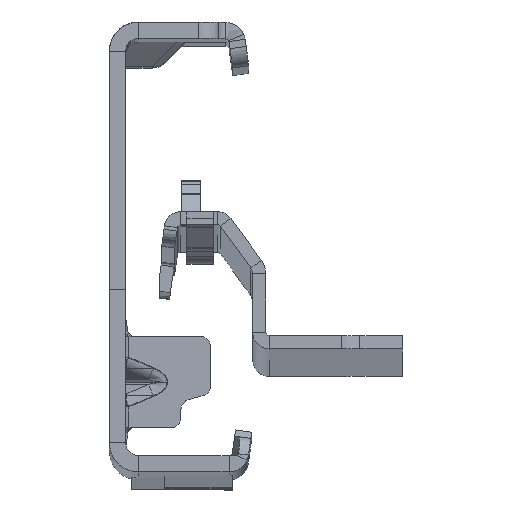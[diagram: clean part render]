
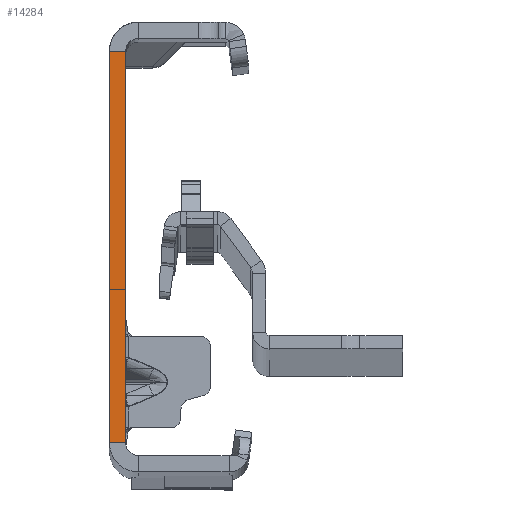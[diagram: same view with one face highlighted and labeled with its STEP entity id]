
A CAD part, top view. The second image highlights one B-rep face of the part: STEP entity #14284.
In plain terms, the highlighted planar face has unit normal (0, 0, 1).
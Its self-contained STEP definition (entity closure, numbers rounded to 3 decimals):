
#64 = VERTEX_POINT ( 'NONE', #1064 ) ;
#586 = VECTOR ( 'NONE', #13043, 1000. ) ;
#1064 = CARTESIAN_POINT ( 'NONE',  ( -2.5, -30., 0. ) ) ;
#1761 = CARTESIAN_POINT ( 'NONE',  ( -2.5, -32., 0. ) ) ;
#4204 = EDGE_CURVE ( 'NONE', #29817, #64, #27811, .T. ) ;
#4226 = VERTEX_POINT ( 'NONE', #39659 ) ;
#6605 = ORIENTED_EDGE ( 'NONE', *, *, #4204, .T. ) ;
#6696 = LINE ( 'NONE', #25225, #26626 ) ;
#13043 = DIRECTION ( 'NONE',  ( 0., -1., 0. ) ) ;
#13124 = AXIS2_PLACEMENT_3D ( 'NONE', #25921, #25164, #29458 ) ;
#13330 = EDGE_CURVE ( 'NONE', #4226, #24257, #6696, .T. ) ;
#14284 = ADVANCED_FACE ( 'NONE', ( #24902 ), #28682, .T. ) ;
#15370 = CARTESIAN_POINT ( 'NONE',  ( 0., -30., 0. ) ) ;
#21881 = EDGE_CURVE ( 'NONE', #4226, #29817, #32355, .T. ) ;
#21989 = ORIENTED_EDGE ( 'NONE', *, *, #13330, .F. ) ;
#22396 = VECTOR ( 'NONE', #31611, 1000. ) ;
#24257 = VERTEX_POINT ( 'NONE', #15370 ) ;
#24902 = FACE_OUTER_BOUND ( 'NONE', #40284, .T. ) ;
#25164 = DIRECTION ( 'NONE',  ( 0., 0., 1. ) ) ;
#25188 = LINE ( 'NONE', #41322, #47520 ) ;
#25225 = CARTESIAN_POINT ( 'NONE',  ( 0., -32., 0. ) ) ;
#25921 = CARTESIAN_POINT ( 'NONE',  ( -2.5, -32., 0. ) ) ;
#26626 = VECTOR ( 'NONE', #44866, 1000. ) ;
#27811 = LINE ( 'NONE', #1761, #586 ) ;
#28682 = PLANE ( 'NONE',  #13124 ) ;
#29458 = DIRECTION ( 'NONE',  ( 1., 0., 0. ) ) ;
#29817 = VERTEX_POINT ( 'NONE', #40213 ) ;
#31412 = ORIENTED_EDGE ( 'NONE', *, *, #21881, .T. ) ;
#31611 = DIRECTION ( 'NONE',  ( -1., 0., 0. ) ) ;
#32355 = LINE ( 'NONE', #47203, #22396 ) ;
#37056 = EDGE_CURVE ( 'NONE', #24257, #64, #25188, .T. ) ;
#39659 = CARTESIAN_POINT ( 'NONE',  ( 0., 30., 0. ) ) ;
#40213 = CARTESIAN_POINT ( 'NONE',  ( -2.5, 30., 0. ) ) ;
#40284 = EDGE_LOOP ( 'NONE', ( #21989, #31412, #6605, #41252 ) ) ;
#41252 = ORIENTED_EDGE ( 'NONE', *, *, #37056, .F. ) ;
#41322 = CARTESIAN_POINT ( 'NONE',  ( 0., -30., 0. ) ) ;
#44866 = DIRECTION ( 'NONE',  ( 0., -1., 0. ) ) ;
#47203 = CARTESIAN_POINT ( 'NONE',  ( 0., 30., 0. ) ) ;
#47520 = VECTOR ( 'NONE', #49352, 1000. ) ;
#49352 = DIRECTION ( 'NONE',  ( -1., 0., 0. ) ) ;
